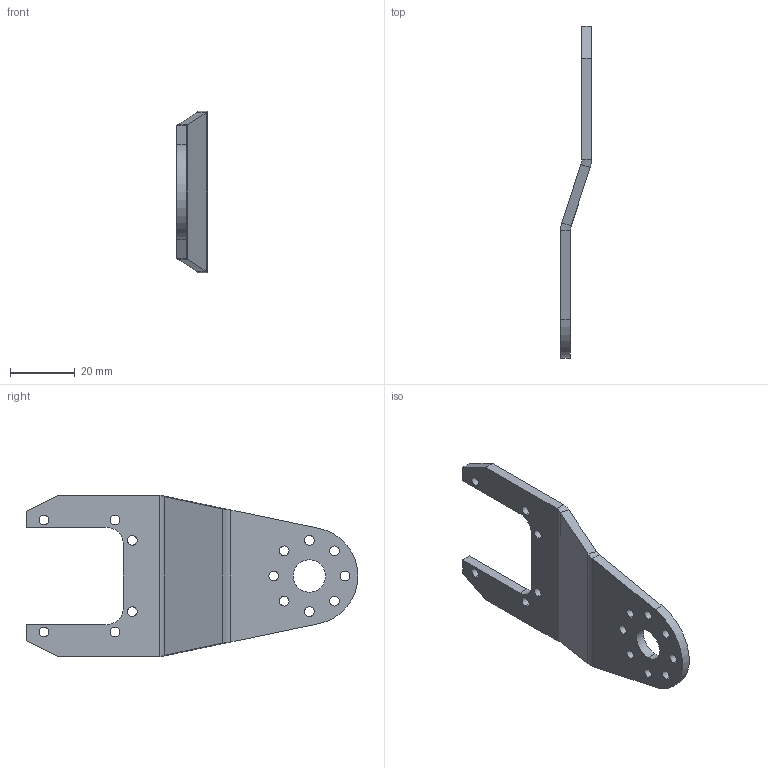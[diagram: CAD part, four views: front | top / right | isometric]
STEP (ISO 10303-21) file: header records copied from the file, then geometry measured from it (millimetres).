
FILE_DESCRIPTION (( 'STEP AP214' ), '1' );
FILE_NAME ('AKT Z 3x40x20x42,5x50.STEP', '2019-10-23T06:10:29', ( '' ), ( '' ), 'SwSTEP 2.0', 'SolidWorks 2019', '' );
FILE_SCHEMA (( 'AUTOMOTIVE_DESIGN' ));
Length unit declared in the file: millimetre
Products named in the file (2): AKT Z 3x40x20x42,5x50
Bounding box: 9.5 x 102.5 x 50 mm (x, y, z)
Volume: 9617.4 mm3; surface area: 7874.4 mm2
Topology: 1 solids, 1 shells, 60 faces, 158 edges, 100 vertices
Faces by surface type: cylinder 37, plane 19, bspline 4
Entity records: 2061 total; most frequent: CARTESIAN_POINT 452, DIRECTION 332, ORIENTED_EDGE 316, EDGE_CURVE 158, AXIS2_PLACEMENT_3D 124, VERTEX_POINT 100, EDGE_LOOP 90, VECTOR 84
